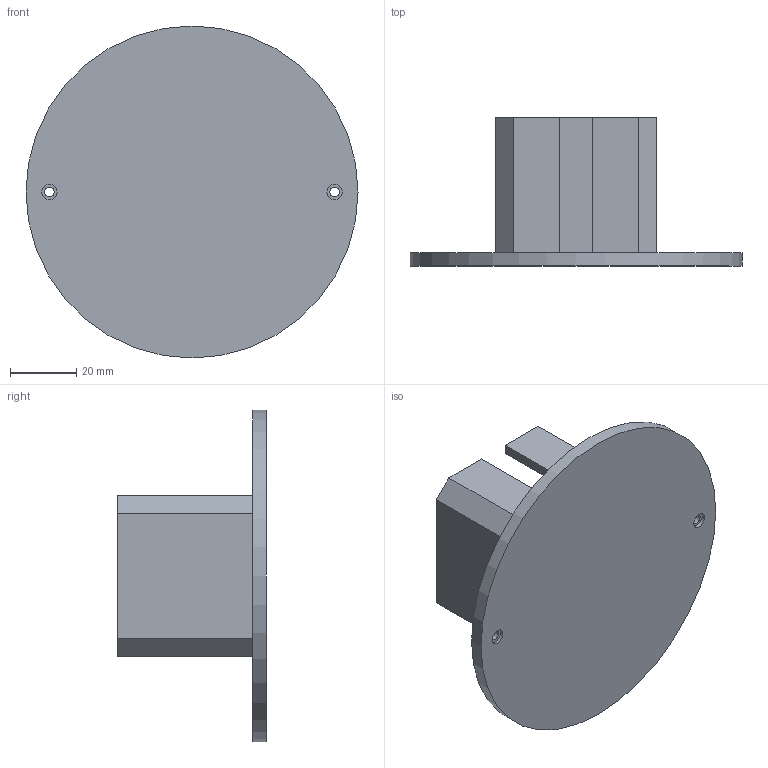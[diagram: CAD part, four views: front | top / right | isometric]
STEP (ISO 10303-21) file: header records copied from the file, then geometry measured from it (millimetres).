
FILE_DESCRIPTION(/* description */ (''),/* implementation_level */ '2;1');
FILE_NAME(/* name */ 'SHOULDER CAP V3.step',/* time_stamp */ '2024-08-05T23:17:56-04:00',/* author */ (''),/* organization */ (''),/* preprocessor_version */ 'ST-DEVELOPER v20',/* originating_system */ 'Autodesk Translation Framework v13.14.0.145',/* authorisation */ '');
FILE_SCHEMA (('AUTOMOTIVE_DESIGN { 1 0 10303 214 3 1 1 }'));
Length unit declared in the file: millimetre
Products named in the file (1): SHOULDER V2
Bounding box: 100 x 44.69 x 100 mm (x, y, z)
Volume: 51105.4 mm3; surface area: 30495.5 mm2
Topology: 1 solids, 1 shells, 44 faces, 111 edges, 74 vertices
Faces by surface type: plane 39, cylinder 5
Full cylindrical faces by diameter (mm): 2.85 x2, 4.6 x2, 100 x1
Entity records: 1356 total; most frequent: CARTESIAN_POINT 230, ORIENTED_EDGE 222, DIRECTION 211, EDGE_CURVE 111, LINE 101, VECTOR 101, VERTEX_POINT 74, AXIS2_PLACEMENT_3D 55
